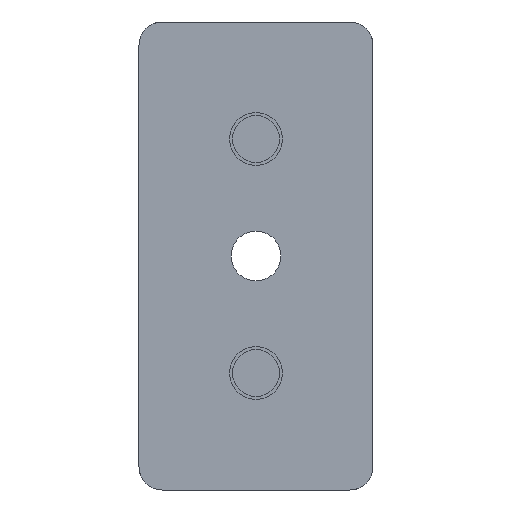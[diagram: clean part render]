
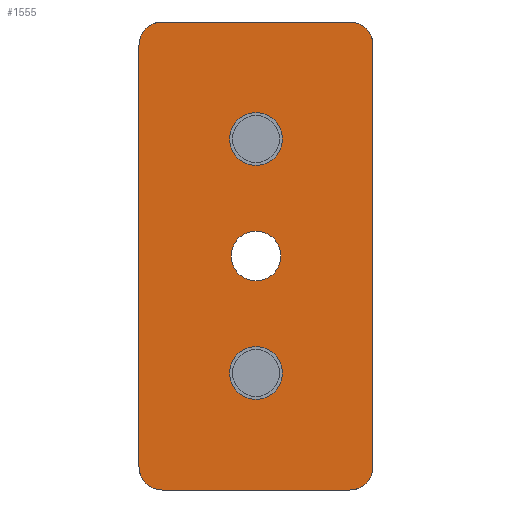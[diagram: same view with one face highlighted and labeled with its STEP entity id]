
A CAD part, front view. The second image highlights one B-rep face of the part: STEP entity #1555.
In plain terms, the highlighted planar face has unit normal (0, -1, 0).
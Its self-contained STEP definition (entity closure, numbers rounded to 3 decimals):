
#3 = AXIS2_PLACEMENT_3D ( 'NONE', #472, #481, #189 ) ;
#17 = EDGE_CURVE ( 'NONE', #1787, #699, #1645, .T. ) ;
#40 = CARTESIAN_POINT ( 'NONE',  ( 0., 0., -20. ) ) ;
#48 = VERTEX_POINT ( 'NONE', #569 ) ;
#68 = CARTESIAN_POINT ( 'NONE',  ( 0., 0., 4.25 ) ) ;
#113 = VERTEX_POINT ( 'NONE', #412 ) ;
#130 = ORIENTED_EDGE ( 'NONE', *, *, #1069, .F. ) ;
#135 = EDGE_CURVE ( 'NONE', #212, #641, #1267, .T. ) ;
#151 = DIRECTION ( 'NONE',  ( 0., 0., 1. ) ) ;
#157 = ORIENTED_EDGE ( 'NONE', *, *, #216, .F. ) ;
#162 = DIRECTION ( 'NONE',  ( 0., 1., 0. ) ) ;
#167 = DIRECTION ( 'NONE',  ( 0., 0., -1. ) ) ;
#183 = DIRECTION ( 'NONE',  ( 1., 0., 0. ) ) ;
#185 = DIRECTION ( 'NONE',  ( 0., 0., -1. ) ) ;
#189 = DIRECTION ( 'NONE',  ( 0., 0., 1. ) ) ;
#200 = AXIS2_PLACEMENT_3D ( 'NONE', #40, #1194, #185 ) ;
#212 = VERTEX_POINT ( 'NONE', #1347 ) ;
#216 = EDGE_CURVE ( 'NONE', #641, #212, #1129, .T. ) ;
#238 = CARTESIAN_POINT ( 'NONE',  ( 0., 0., -40. ) ) ;
#248 = ORIENTED_EDGE ( 'NONE', *, *, #366, .F. ) ;
#257 = DIRECTION ( 'NONE',  ( 0., -1., 0. ) ) ;
#259 = EDGE_CURVE ( 'NONE', #113, #1431, #886, .T. ) ;
#261 = LINE ( 'NONE', #1724, #310 ) ;
#275 = AXIS2_PLACEMENT_3D ( 'NONE', #758, #735, #916 ) ;
#289 = CARTESIAN_POINT ( 'NONE',  ( -20., 0., 36. ) ) ;
#300 = CARTESIAN_POINT ( 'NONE',  ( 0., 0., -15.5 ) ) ;
#310 = VECTOR ( 'NONE', #183, 1000. ) ;
#311 = EDGE_CURVE ( 'NONE', #699, #1712, #1491, .T. ) ;
#317 = CARTESIAN_POINT ( 'NONE',  ( 0., 0., 0. ) ) ;
#330 = AXIS2_PLACEMENT_3D ( 'NONE', #424, #162, #1578 ) ;
#335 = EDGE_CURVE ( 'NONE', #512, #1787, #670, .T. ) ;
#366 = EDGE_CURVE ( 'NONE', #1712, #113, #1206, .T. ) ;
#389 = CIRCLE ( 'NONE', #275, 4.5 ) ;
#412 = CARTESIAN_POINT ( 'NONE',  ( -16., 0., -40. ) ) ;
#424 = CARTESIAN_POINT ( 'NONE',  ( -16., 0., 36. ) ) ;
#472 = CARTESIAN_POINT ( 'NONE',  ( -16., 0., -36. ) ) ;
#481 = DIRECTION ( 'NONE',  ( 0., 1., 0. ) ) ;
#491 = CARTESIAN_POINT ( 'NONE',  ( 20., 0., -36. ) ) ;
#493 = ORIENTED_EDGE ( 'NONE', *, *, #903, .F. ) ;
#498 = CARTESIAN_POINT ( 'NONE',  ( 16., 0., -36. ) ) ;
#505 = EDGE_CURVE ( 'NONE', #848, #1007, #835, .T. ) ;
#506 = DIRECTION ( 'NONE',  ( 0., 0., 1. ) ) ;
#512 = VERTEX_POINT ( 'NONE', #1306 ) ;
#540 = FACE_BOUND ( 'NONE', #1112, .T. ) ;
#548 = CARTESIAN_POINT ( 'NONE',  ( 0., 0., 0. ) ) ;
#558 = CARTESIAN_POINT ( 'NONE',  ( 0., 0., -24.5 ) ) ;
#569 = CARTESIAN_POINT ( 'NONE',  ( 0., 0., -4.25 ) ) ;
#575 = AXIS2_PLACEMENT_3D ( 'NONE', #1164, #863, #1014 ) ;
#591 = DIRECTION ( 'NONE',  ( 0., 0., 1. ) ) ;
#601 = CARTESIAN_POINT ( 'NONE',  ( -20., 0., 0. ) ) ;
#612 = EDGE_CURVE ( 'NONE', #1828, #1609, #738, .T. ) ;
#640 = CARTESIAN_POINT ( 'NONE',  ( 16., 0., -40. ) ) ;
#641 = VERTEX_POINT ( 'NONE', #1753 ) ;
#655 = DIRECTION ( 'NONE',  ( 0., 0., 1. ) ) ;
#670 = CIRCLE ( 'NONE', #961, 4. ) ;
#699 = VERTEX_POINT ( 'NONE', #491 ) ;
#701 = CIRCLE ( 'NONE', #1777, 4.25 ) ;
#709 = CARTESIAN_POINT ( 'NONE',  ( -16., 0., 40. ) ) ;
#735 = DIRECTION ( 'NONE',  ( 0., -1., 0. ) ) ;
#738 = CIRCLE ( 'NONE', #200, 4.5 ) ;
#758 = CARTESIAN_POINT ( 'NONE',  ( 0., 0., -20. ) ) ;
#759 = FACE_OUTER_BOUND ( 'NONE', #1519, .T. ) ;
#764 = LINE ( 'NONE', #601, #1311 ) ;
#765 = AXIS2_PLACEMENT_3D ( 'NONE', #498, #1241, #506 ) ;
#783 = CARTESIAN_POINT ( 'NONE',  ( 16., 0., 36. ) ) ;
#789 = CARTESIAN_POINT ( 'NONE',  ( 20., 0., 36. ) ) ;
#815 = VECTOR ( 'NONE', #1424, 1000. ) ;
#835 = CIRCLE ( 'NONE', #330, 4. ) ;
#848 = VERTEX_POINT ( 'NONE', #289 ) ;
#863 = DIRECTION ( 'NONE',  ( 0., -1., 0. ) ) ;
#886 = CIRCLE ( 'NONE', #3, 4. ) ;
#903 = EDGE_CURVE ( 'NONE', #1806, #48, #1467, .T. ) ;
#916 = DIRECTION ( 'NONE',  ( 0., 0., -1. ) ) ;
#948 = AXIS2_PLACEMENT_3D ( 'NONE', #317, #1002, #151 ) ;
#951 = DIRECTION ( 'NONE',  ( -1., 0., 0. ) ) ;
#957 = ORIENTED_EDGE ( 'NONE', *, *, #259, .F. ) ;
#961 = AXIS2_PLACEMENT_3D ( 'NONE', #783, #1653, #655 ) ;
#990 = CARTESIAN_POINT ( 'NONE',  ( 0., 0., 0. ) ) ;
#1002 = DIRECTION ( 'NONE',  ( 0., 1., 0. ) ) ;
#1007 = VERTEX_POINT ( 'NONE', #709 ) ;
#1014 = DIRECTION ( 'NONE',  ( 0., 0., -1. ) ) ;
#1069 = EDGE_CURVE ( 'NONE', #1007, #512, #261, .T. ) ;
#1077 = ORIENTED_EDGE ( 'NONE', *, *, #1662, .F. ) ;
#1111 = ORIENTED_EDGE ( 'NONE', *, *, #135, .F. ) ;
#1112 = EDGE_LOOP ( 'NONE', ( #1111, #157 ) ) ;
#1113 = AXIS2_PLACEMENT_3D ( 'NONE', #1478, #1627, #1187 ) ;
#1129 = CIRCLE ( 'NONE', #1113, 4.5 ) ;
#1164 = CARTESIAN_POINT ( 'NONE',  ( 0., 0., 20. ) ) ;
#1174 = EDGE_CURVE ( 'NONE', #1431, #848, #764, .T. ) ;
#1187 = DIRECTION ( 'NONE',  ( 0., 0., -1. ) ) ;
#1194 = DIRECTION ( 'NONE',  ( 0., -1., 0. ) ) ;
#1206 = LINE ( 'NONE', #238, #1471 ) ;
#1220 = FACE_BOUND ( 'NONE', #1854, .T. ) ;
#1238 = ORIENTED_EDGE ( 'NONE', *, *, #1845, .F. ) ;
#1241 = DIRECTION ( 'NONE',  ( 0., 1., 0. ) ) ;
#1255 = DIRECTION ( 'NONE',  ( 0., 0., -1. ) ) ;
#1267 = CIRCLE ( 'NONE', #575, 4.5 ) ;
#1280 = DIRECTION ( 'NONE',  ( 0., -1., 0. ) ) ;
#1306 = CARTESIAN_POINT ( 'NONE',  ( 16., 0., 40. ) ) ;
#1311 = VECTOR ( 'NONE', #591, 1000. ) ;
#1347 = CARTESIAN_POINT ( 'NONE',  ( 0., 0., 15.5 ) ) ;
#1367 = ORIENTED_EDGE ( 'NONE', *, *, #311, .F. ) ;
#1424 = DIRECTION ( 'NONE',  ( 0., 0., -1. ) ) ;
#1431 = VERTEX_POINT ( 'NONE', #1754 ) ;
#1450 = ORIENTED_EDGE ( 'NONE', *, *, #1174, .F. ) ;
#1467 = CIRCLE ( 'NONE', #1520, 4.25 ) ;
#1471 = VECTOR ( 'NONE', #951, 1000. ) ;
#1478 = CARTESIAN_POINT ( 'NONE',  ( 0., 0., 20. ) ) ;
#1491 = CIRCLE ( 'NONE', #765, 4. ) ;
#1514 = ORIENTED_EDGE ( 'NONE', *, *, #505, .F. ) ;
#1516 = ORIENTED_EDGE ( 'NONE', *, *, #17, .F. ) ;
#1519 = EDGE_LOOP ( 'NONE', ( #957, #248, #1367, #1516, #1537, #130, #1514, #1450 ) ) ;
#1520 = AXIS2_PLACEMENT_3D ( 'NONE', #990, #1280, #167 ) ;
#1525 = FACE_BOUND ( 'NONE', #1743, .T. ) ;
#1537 = ORIENTED_EDGE ( 'NONE', *, *, #335, .F. ) ;
#1555 = ADVANCED_FACE ( 'NONE', ( #540, #1525, #1220, #759 ), #1572, .F. ) ;
#1572 = PLANE ( 'NONE',  #948 ) ;
#1578 = DIRECTION ( 'NONE',  ( 0., 0., 1. ) ) ;
#1582 = ORIENTED_EDGE ( 'NONE', *, *, #612, .F. ) ;
#1609 = VERTEX_POINT ( 'NONE', #300 ) ;
#1627 = DIRECTION ( 'NONE',  ( 0., -1., 0. ) ) ;
#1645 = LINE ( 'NONE', #1699, #815 ) ;
#1653 = DIRECTION ( 'NONE',  ( 0., 1., 0. ) ) ;
#1662 = EDGE_CURVE ( 'NONE', #1609, #1828, #389, .T. ) ;
#1699 = CARTESIAN_POINT ( 'NONE',  ( 20., 0., 0. ) ) ;
#1712 = VERTEX_POINT ( 'NONE', #640 ) ;
#1724 = CARTESIAN_POINT ( 'NONE',  ( 0., 0., 40. ) ) ;
#1743 = EDGE_LOOP ( 'NONE', ( #1582, #1077 ) ) ;
#1753 = CARTESIAN_POINT ( 'NONE',  ( 0., 0., 24.5 ) ) ;
#1754 = CARTESIAN_POINT ( 'NONE',  ( -20., 0., -36. ) ) ;
#1777 = AXIS2_PLACEMENT_3D ( 'NONE', #548, #257, #1255 ) ;
#1787 = VERTEX_POINT ( 'NONE', #789 ) ;
#1806 = VERTEX_POINT ( 'NONE', #68 ) ;
#1828 = VERTEX_POINT ( 'NONE', #558 ) ;
#1845 = EDGE_CURVE ( 'NONE', #48, #1806, #701, .T. ) ;
#1854 = EDGE_LOOP ( 'NONE', ( #1238, #493 ) ) ;
